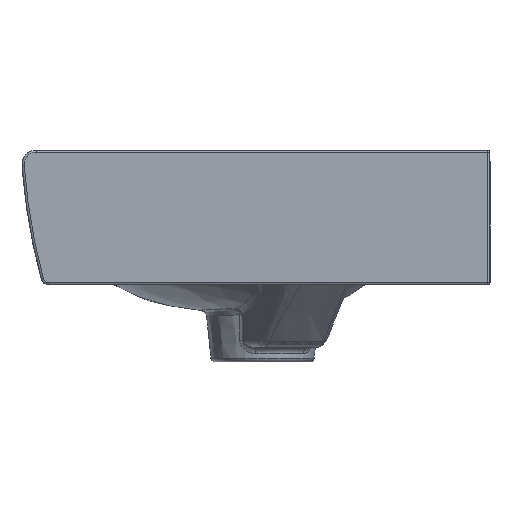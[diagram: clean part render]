
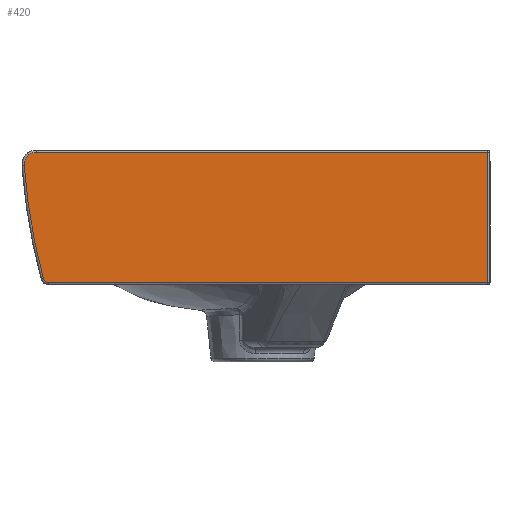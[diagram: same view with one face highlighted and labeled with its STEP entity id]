
A CAD part, left-side view. The second image highlights one B-rep face of the part: STEP entity #420.
In plain terms, the highlighted planar face has unit normal (-1, 0, 0).
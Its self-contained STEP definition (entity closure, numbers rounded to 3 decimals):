
#52=PLANE('',#1861);
#91=LINE('',#5471,#121);
#102=LINE('',#10435,#132);
#103=LINE('',#10436,#133);
#121=VECTOR('',#2009,1.);
#132=VECTOR('',#2110,1.);
#133=VECTOR('',#2111,1.);
#295=CIRCLE('',#1827,3.5);
#301=CIRCLE('',#1835,8.5);
#313=CIRCLE('',#1860,411.936);
#420=ADVANCED_FACE('',(#551),#52,.T.);
#551=FACE_OUTER_BOUND('',#678,.T.);
#678=EDGE_LOOP('',(#1142,#1143,#1144,#1145,#1146,#1147));
#1142=ORIENTED_EDGE('',*,*,#1526,.T.);
#1143=ORIENTED_EDGE('',*,*,#1611,.T.);
#1144=ORIENTED_EDGE('',*,*,#1516,.T.);
#1145=ORIENTED_EDGE('',*,*,#1612,.T.);
#1146=ORIENTED_EDGE('',*,*,#1532,.T.);
#1147=ORIENTED_EDGE('',*,*,#1613,.T.);
#1311=VERTEX_POINT('',#5464);
#1312=VERTEX_POINT('',#5468);
#1318=VERTEX_POINT('',#5486);
#1319=VERTEX_POINT('',#5489);
#1325=VERTEX_POINT('',#5503);
#1326=VERTEX_POINT('',#5505);
#1516=EDGE_CURVE('',#1312,#1311,#91,.T.);
#1526=EDGE_CURVE('',#1318,#1319,#295,.T.);
#1532=EDGE_CURVE('',#1326,#1325,#301,.T.);
#1611=EDGE_CURVE('',#1319,#1312,#102,.T.);
#1612=EDGE_CURVE('',#1311,#1326,#103,.T.);
#1613=EDGE_CURVE('',#1325,#1318,#313,.T.);
#1827=AXIS2_PLACEMENT_3D('',#5490,#2034,#2035);
#1835=AXIS2_PLACEMENT_3D('',#5504,#2050,#2051);
#1860=AXIS2_PLACEMENT_3D('',#10437,#2112,#2113);
#1861=AXIS2_PLACEMENT_3D('',#10438,#2114,#2115);
#2009=DIRECTION('',(0.,0.,1.));
#2034=DIRECTION('',(-1.,0.,0.));
#2035=DIRECTION('',(0.,-1.,0.));
#2050=DIRECTION('',(-1.,0.,0.));
#2051=DIRECTION('',(0.,-1.,0.));
#2110=DIRECTION('',(0.,-1.,0.));
#2111=DIRECTION('',(0.,1.,0.));
#2112=DIRECTION('',(-1.,0.,0.));
#2113=DIRECTION('',(0.,-1.,0.));
#2114=DIRECTION('',(-1.,0.,0.));
#2115=DIRECTION('',(0.,1.,0.));
#5464=CARTESIAN_POINT('',(0.,1.5,10.5));
#5468=CARTESIAN_POINT('',(0.,1.5,-78.5));
#5471=CARTESIAN_POINT('',(0.,1.5,0.));
#5486=CARTESIAN_POINT('',(0.,305.462,-75.912));
#5489=CARTESIAN_POINT('',(0.,302.083,-78.5));
#5490=CARTESIAN_POINT('',(0.,302.083,-75.));
#5503=CARTESIAN_POINT('',(0.,318.599,1.38));
#5504=CARTESIAN_POINT('',(0.,310.122,2.));
#5505=CARTESIAN_POINT('',(0.,310.122,10.5));
#10435=CARTESIAN_POINT('',(0.,0.,-78.5));
#10436=CARTESIAN_POINT('',(0.,310.122,10.5));
#10437=CARTESIAN_POINT('',(0.,-92.239,31.445));
#10438=CARTESIAN_POINT('',(0.,0.,0.));
